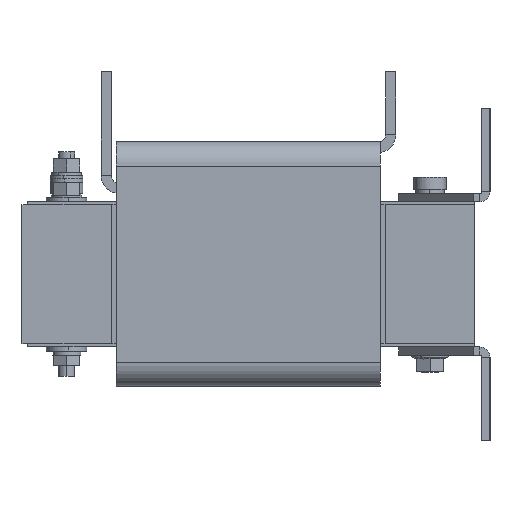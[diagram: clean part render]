
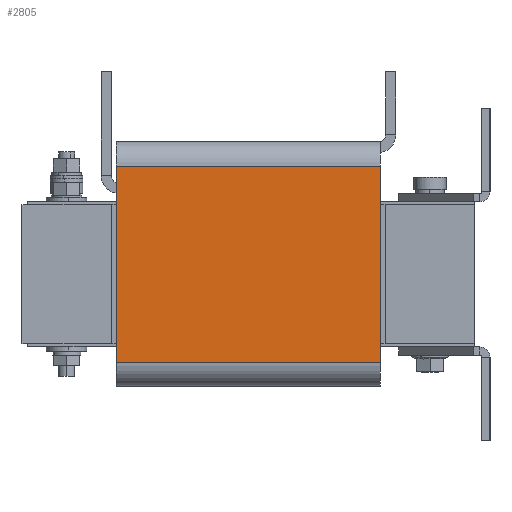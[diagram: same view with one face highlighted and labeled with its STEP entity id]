
A CAD part, left-side view. The second image highlights one B-rep face of the part: STEP entity #2805.
In plain terms, the highlighted planar face has unit normal (-1, 0, 0).
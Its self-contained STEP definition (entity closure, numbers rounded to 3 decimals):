
#133 = CARTESIAN_POINT ( 'NONE',  ( -129.5, -65., 53.25 ) ) ;
#765 = FACE_OUTER_BOUND ( 'NONE', #4009, .T. ) ;
#903 = VECTOR ( 'NONE', #2027, 1000. ) ;
#1699 = VERTEX_POINT ( 'NONE', #133 ) ;
#1843 = VECTOR ( 'NONE', #5562, 1000. ) ;
#1960 = DIRECTION ( 'NONE',  ( 0., 0., 1. ) ) ;
#2027 = DIRECTION ( 'NONE',  ( 0., 0., 1. ) ) ;
#2092 = EDGE_CURVE ( 'NONE', #2760, #6119, #12546, .T. ) ;
#2367 = ORIENTED_EDGE ( 'NONE', *, *, #10253, .F. ) ;
#2760 = VERTEX_POINT ( 'NONE', #9563 ) ;
#2805 = ADVANCED_FACE ( 'NONE', ( #765 ), #8624, .F. ) ;
#2871 = ORIENTED_EDGE ( 'NONE', *, *, #10614, .T. ) ;
#3881 = LINE ( 'NONE', #7648, #903 ) ;
#3974 = CARTESIAN_POINT ( 'NONE',  ( -129.5, 65., 53.25 ) ) ;
#4009 = EDGE_LOOP ( 'NONE', ( #2871, #2367, #13176, #5260 ) ) ;
#4117 = CARTESIAN_POINT ( 'NONE',  ( -129.5, 65., -43.25 ) ) ;
#4434 = CARTESIAN_POINT ( 'NONE',  ( -129.5, 65., -43.25 ) ) ;
#4962 = DIRECTION ( 'NONE',  ( 0., -1., 0. ) ) ;
#5240 = DIRECTION ( 'NONE',  ( 1., 0., 0. ) ) ;
#5260 = ORIENTED_EDGE ( 'NONE', *, *, #6021, .T. ) ;
#5562 = DIRECTION ( 'NONE',  ( 0., 0., 1. ) ) ;
#5848 = LINE ( 'NONE', #4117, #8652 ) ;
#6021 = EDGE_CURVE ( 'NONE', #2760, #7165, #5848, .T. ) ;
#6119 = VERTEX_POINT ( 'NONE', #7540 ) ;
#7165 = VERTEX_POINT ( 'NONE', #14222 ) ;
#7540 = CARTESIAN_POINT ( 'NONE',  ( -129.5, 65., 53.25 ) ) ;
#7648 = CARTESIAN_POINT ( 'NONE',  ( -129.5, -65., -43.25 ) ) ;
#7826 = LINE ( 'NONE', #3974, #10470 ) ;
#8624 = PLANE ( 'NONE',  #11325 ) ;
#8652 = VECTOR ( 'NONE', #9620, 1000. ) ;
#9563 = CARTESIAN_POINT ( 'NONE',  ( -129.5, 65., -43.25 ) ) ;
#9620 = DIRECTION ( 'NONE',  ( 0., -1., 0. ) ) ;
#10253 = EDGE_CURVE ( 'NONE', #6119, #1699, #7826, .T. ) ;
#10470 = VECTOR ( 'NONE', #4962, 1000. ) ;
#10614 = EDGE_CURVE ( 'NONE', #7165, #1699, #3881, .T. ) ;
#11325 = AXIS2_PLACEMENT_3D ( 'NONE', #14299, #5240, #1960 ) ;
#12546 = LINE ( 'NONE', #4434, #1843 ) ;
#13176 = ORIENTED_EDGE ( 'NONE', *, *, #2092, .F. ) ;
#14222 = CARTESIAN_POINT ( 'NONE',  ( -129.5, -65., -43.25 ) ) ;
#14299 = CARTESIAN_POINT ( 'NONE',  ( -129.5, 65., -43.25 ) ) ;
